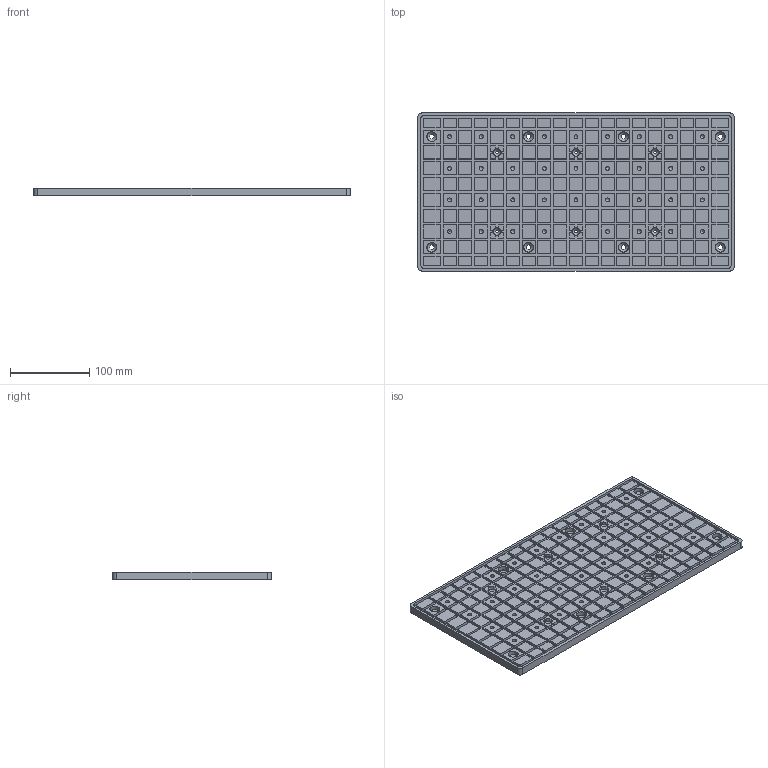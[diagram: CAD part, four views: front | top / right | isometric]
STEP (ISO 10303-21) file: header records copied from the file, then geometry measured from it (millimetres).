
FILE_DESCRIPTION(/* description */ (''),/* implementation_level */ '2;1');
FILE_NAME(/* name */ 'Top Plate.step',/* time_stamp */ '2022-09-26T15:55:45+02:00',/* author */ (''),/* organization */ (''),/* preprocessor_version */ 'ST-DEVELOPER v19',/* originating_system */ 'Autodesk Translation Framework v11.7.0.108',/* authorisation */ '');
FILE_SCHEMA (('AUTOMOTIVE_DESIGN { 1 0 10303 214 3 1 1 }'));
Length unit declared in the file: millimetre
Products named in the file (1): Top Plate
Bounding box: 400 x 200 x 10 mm (x, y, z)
Volume: 692743.4 mm3; surface area: 225891.9 mm2
Topology: 1 solids, 1 shells, 1191 faces, 2919 edges, 1929 vertices
Faces by surface type: plane 1065, cylinder 76, cone 50
Full cylindrical faces by diameter (mm): 4.234 x6, 5.035 x36, 6 x8, 10.5 x6, 12.5 x8
Entity records: 34353 total; most frequent: CARTESIAN_POINT 6005, ORIENTED_EDGE 5768, DIRECTION 5482, EDGE_CURVE 2884, LINE 2670, VECTOR 2670, VERTEX_POINT 1929, EDGE_LOOP 1453
